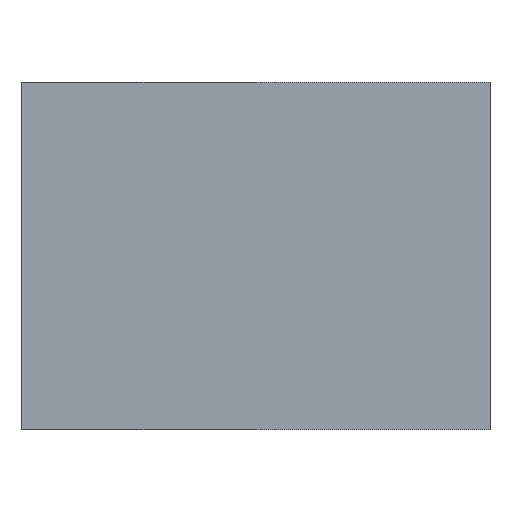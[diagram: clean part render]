
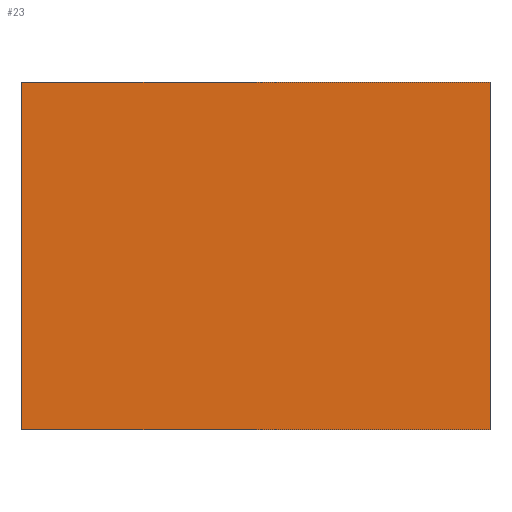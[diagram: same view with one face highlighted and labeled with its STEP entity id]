
A CAD part, left-side view. The second image highlights one B-rep face of the part: STEP entity #23.
In plain terms, the highlighted planar face has unit normal (-1, 0, 0).
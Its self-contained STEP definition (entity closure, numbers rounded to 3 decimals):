
#23=ADVANCED_FACE('',(#45),#265,.T.);
#45=FACE_OUTER_BOUND('',#67,.T.);
#67=EDGE_LOOP('',(#101,#102,#103,#104));
#101=ORIENTED_EDGE('',*,*,#194,.T.);
#102=ORIENTED_EDGE('',*,*,#195,.T.);
#103=ORIENTED_EDGE('',*,*,#196,.F.);
#104=ORIENTED_EDGE('',*,*,#192,.F.);
#192=EDGE_CURVE('',#237,#238,#297,.T.);
#194=EDGE_CURVE('',#237,#239,#299,.T.);
#195=EDGE_CURVE('',#239,#240,#300,.T.);
#196=EDGE_CURVE('',#238,#240,#301,.T.);
#237=VERTEX_POINT('',#499);
#238=VERTEX_POINT('',#500);
#239=VERTEX_POINT('',#501);
#240=VERTEX_POINT('',#502);
#265=PLANE('',#427);
#297=B_SPLINE_CURVE_WITH_KNOTS('',1,(#529,#530),.UNSPECIFIED.,.F.,.F.,(2,
2),(0.,78.),.UNSPECIFIED.);
#299=B_SPLINE_CURVE_WITH_KNOTS('',1,(#533,#534),.UNSPECIFIED.,.F.,.F.,(2,
2),(-627.752,-522.752),.UNSPECIFIED.);
#300=B_SPLINE_CURVE_WITH_KNOTS('',1,(#535,#536),.UNSPECIFIED.,.F.,.F.,(2,
2),(0.,78.),.UNSPECIFIED.);
#301=B_SPLINE_CURVE_WITH_KNOTS('',1,(#537,#538),.UNSPECIFIED.,.F.,.F.,(2,
2),(-627.752,-522.752),.UNSPECIFIED.);
#427=AXIS2_PLACEMENT_3D('',#485,#453,$);
#453=DIRECTION('',(-1.,0.,0.));
#485=CARTESIAN_POINT('',(-140.,105.,0.));
#499=CARTESIAN_POINT('',(-140.,105.,0.));
#500=CARTESIAN_POINT('',(-140.,105.,78.));
#501=CARTESIAN_POINT('',(-140.,0.,0.));
#502=CARTESIAN_POINT('',(-140.,0.,78.));
#529=CARTESIAN_POINT('',(-140.,105.,0.));
#530=CARTESIAN_POINT('',(-140.,105.,78.));
#533=CARTESIAN_POINT('',(-140.,105.,0.));
#534=CARTESIAN_POINT('',(-140.,0.,0.));
#535=CARTESIAN_POINT('',(-140.,0.,0.));
#536=CARTESIAN_POINT('',(-140.,0.,78.));
#537=CARTESIAN_POINT('',(-140.,105.,78.));
#538=CARTESIAN_POINT('',(-140.,0.,78.));
